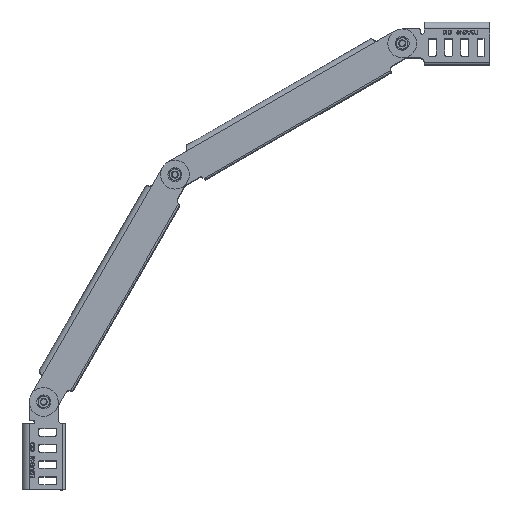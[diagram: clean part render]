
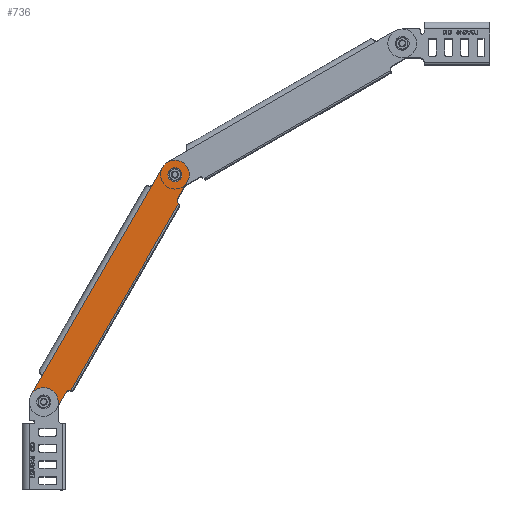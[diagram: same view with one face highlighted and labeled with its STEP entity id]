
A CAD part, top view. The second image highlights one B-rep face of the part: STEP entity #736.
In plain terms, the highlighted face is planar.
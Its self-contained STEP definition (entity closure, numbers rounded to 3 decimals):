
#57=DIRECTION('',(-1.,0.,0.));
#58=VECTOR('',#57,255.097);
#59=CARTESIAN_POINT('',(127.548,16.5,0.));
#60=LINE('',#59,#58);
#69=DIRECTION('',(-0.423,-0.906,0.));
#70=VECTOR('',#69,1.645);
#71=CARTESIAN_POINT('',(123.923,-18.81,0.));
#72=LINE('',#71,#70);
#73=CARTESIAN_POINT('',(127.548,-20.5,0.));
#74=DIRECTION('',(0.,0.,1.));
#75=DIRECTION('',(0.,1.,0.));
#76=AXIS2_PLACEMENT_3D('',#73,#74,#75);
#78=DIRECTION('',(-1.,0.,0.));
#79=VECTOR('',#78,22.452);
#80=CARTESIAN_POINT('',(150.,-16.5,0.));
#81=LINE('',#80,#79);
#82=CARTESIAN_POINT('',(150.,0.,0.));
#83=DIRECTION('',(0.,0.,-1.));
#84=DIRECTION('',(1.,0.,0.));
#85=AXIS2_PLACEMENT_3D('',#82,#83,#84);
#87=CARTESIAN_POINT('',(150.,0.,0.));
#88=DIRECTION('',(0.,0.,-1.));
#89=DIRECTION('',(0.,1.,0.));
#90=AXIS2_PLACEMENT_3D('',#87,#88,#89);
#92=DIRECTION('',(1.,0.,0.));
#93=VECTOR('',#92,22.452);
#94=CARTESIAN_POINT('',(127.548,16.5,0.));
#95=LINE('',#94,#93);
#96=DIRECTION('',(1.,0.,0.));
#97=VECTOR('',#96,22.452);
#98=CARTESIAN_POINT('',(-150.,16.5,0.));
#99=LINE('',#98,#97);
#100=CARTESIAN_POINT('',(-150.,0.,0.));
#101=DIRECTION('',(0.,0.,-1.));
#102=DIRECTION('',(-1.,0.,0.));
#103=AXIS2_PLACEMENT_3D('',#100,#101,#102);
#105=CARTESIAN_POINT('',(-150.,0.,0.));
#106=DIRECTION('',(0.,0.,-1.));
#107=DIRECTION('',(0.,-1.,0.));
#108=AXIS2_PLACEMENT_3D('',#105,#106,#107);
#110=DIRECTION('',(-1.,0.,0.));
#111=VECTOR('',#110,22.452);
#112=CARTESIAN_POINT('',(-127.548,-16.5,0.));
#113=LINE('',#112,#111);
#114=CARTESIAN_POINT('',(-127.548,-20.5,0.));
#115=DIRECTION('',(0.,0.,1.));
#116=DIRECTION('',(0.906,0.423,0.));
#117=AXIS2_PLACEMENT_3D('',#114,#115,#116);
#119=DIRECTION('',(-0.423,0.906,0.));
#120=VECTOR('',#119,1.645);
#121=CARTESIAN_POINT('',(-123.228,-20.3,0.));
#122=LINE('',#121,#120);
#123=CARTESIAN_POINT('',(150.,0.,0.));
#124=DIRECTION('',(0.,0.,1.));
#125=DIRECTION('',(-1.,0.,0.));
#126=AXIS2_PLACEMENT_3D('',#123,#124,#125);
#128=CARTESIAN_POINT('',(150.,0.,0.));
#129=DIRECTION('',(0.,0.,1.));
#130=DIRECTION('',(1.,0.,0.));
#131=AXIS2_PLACEMENT_3D('',#128,#129,#130);
#133=CARTESIAN_POINT('',(-150.,0.,0.));
#134=DIRECTION('',(0.,0.,1.));
#135=DIRECTION('',(-1.,0.,0.));
#136=AXIS2_PLACEMENT_3D('',#133,#134,#135);
#138=CARTESIAN_POINT('',(-150.,0.,0.));
#139=DIRECTION('',(0.,0.,1.));
#140=DIRECTION('',(1.,0.,0.));
#141=AXIS2_PLACEMENT_3D('',#138,#139,#140);
#151=DIRECTION('',(1.,0.,0.));
#152=VECTOR('',#151,246.456);
#153=CARTESIAN_POINT('',(-123.228,-20.3,0.));
#154=LINE('',#153,#152);
#476=CARTESIAN_POINT('',(-166.5,0.,0.));
#477=VERTEX_POINT('',#476);
#478=CARTESIAN_POINT('',(-150.,-16.5,0.));
#479=VERTEX_POINT('',#478);
#484=CARTESIAN_POINT('',(-145.5,0.,0.));
#485=VERTEX_POINT('',#484);
#486=CARTESIAN_POINT('',(-154.5,0.,0.));
#487=VERTEX_POINT('',#486);
#492=CARTESIAN_POINT('',(154.5,0.,0.));
#493=VERTEX_POINT('',#492);
#494=CARTESIAN_POINT('',(145.5,0.,0.));
#495=VERTEX_POINT('',#494);
#520=CARTESIAN_POINT('',(-123.228,-20.3,0.));
#521=CARTESIAN_POINT('',(-123.923,-18.81,0.));
#522=VERTEX_POINT('',#520);
#523=VERTEX_POINT('',#521);
#524=CARTESIAN_POINT('',(123.228,-20.3,0.));
#525=VERTEX_POINT('',#524);
#526=CARTESIAN_POINT('',(123.923,-18.81,0.));
#527=VERTEX_POINT('',#526);
#544=CARTESIAN_POINT('',(166.5,0.,0.));
#545=CARTESIAN_POINT('',(150.,-16.5,0.));
#546=VERTEX_POINT('',#544);
#547=VERTEX_POINT('',#545);
#548=CARTESIAN_POINT('',(150.,16.5,0.));
#549=VERTEX_POINT('',#548);
#550=CARTESIAN_POINT('',(127.548,-16.5,0.));
#551=VERTEX_POINT('',#550);
#552=CARTESIAN_POINT('',(-127.548,-16.5,0.));
#553=VERTEX_POINT('',#552);
#554=CARTESIAN_POINT('',(-150.,16.5,0.));
#555=VERTEX_POINT('',#554);
#556=CARTESIAN_POINT('',(-127.548,16.5,0.));
#557=VERTEX_POINT('',#556);
#558=CARTESIAN_POINT('',(127.548,16.5,0.));
#559=VERTEX_POINT('',#558);
#691=CARTESIAN_POINT('',(-127.548,20.5,0.));
#692=DIRECTION('',(0.,0.,-1.));
#693=DIRECTION('',(-1.,0.,0.));
#694=AXIS2_PLACEMENT_3D('',#691,#692,#693);
#695=PLANE('',#694);
#697=ORIENTED_EDGE('',*,*,#696,.T.);
#699=ORIENTED_EDGE('',*,*,#698,.F.);
#701=ORIENTED_EDGE('',*,*,#700,.F.);
#703=ORIENTED_EDGE('',*,*,#702,.F.);
#705=ORIENTED_EDGE('',*,*,#704,.F.);
#707=ORIENTED_EDGE('',*,*,#706,.F.);
#708=ORIENTED_EDGE('',*,*,#681,.F.);
#709=ORIENTED_EDGE('',*,*,#596,.T.);
#711=ORIENTED_EDGE('',*,*,#710,.F.);
#713=ORIENTED_EDGE('',*,*,#712,.F.);
#715=ORIENTED_EDGE('',*,*,#714,.F.);
#717=ORIENTED_EDGE('',*,*,#716,.F.);
#719=ORIENTED_EDGE('',*,*,#718,.F.);
#721=ORIENTED_EDGE('',*,*,#720,.F.);
#722=EDGE_LOOP('',(#697,#699,#701,#703,#705,#707,#708,#709,#711,#713,#715,#717,
#719,#721));
#723=FACE_OUTER_BOUND('',#722,.F.);
#725=ORIENTED_EDGE('',*,*,#724,.F.);
#727=ORIENTED_EDGE('',*,*,#726,.F.);
#728=EDGE_LOOP('',(#725,#727));
#729=FACE_BOUND('',#728,.F.);
#731=ORIENTED_EDGE('',*,*,#730,.F.);
#733=ORIENTED_EDGE('',*,*,#732,.F.);
#734=EDGE_LOOP('',(#731,#733));
#735=FACE_BOUND('',#734,.F.);
#736=ADVANCED_FACE('',(#723,#729,#735),#695,.T.);
#77=CIRCLE('',#76,4.);
#86=CIRCLE('',#85,16.5);
#91=CIRCLE('',#90,16.5);
#104=CIRCLE('',#103,16.5);
#109=CIRCLE('',#108,16.5);
#118=CIRCLE('',#117,4.);
#127=CIRCLE('',#126,4.5);
#132=CIRCLE('',#131,4.5);
#137=CIRCLE('',#136,4.5);
#142=CIRCLE('',#141,4.5);
#596=EDGE_CURVE('',#559,#557,#60,.T.);
#681=EDGE_CURVE('',#559,#549,#95,.T.);
#696=EDGE_CURVE('',#522,#525,#154,.T.);
#698=EDGE_CURVE('',#527,#525,#72,.T.);
#700=EDGE_CURVE('',#551,#527,#77,.T.);
#702=EDGE_CURVE('',#547,#551,#81,.T.);
#704=EDGE_CURVE('',#546,#547,#86,.T.);
#706=EDGE_CURVE('',#549,#546,#91,.T.);
#710=EDGE_CURVE('',#555,#557,#99,.T.);
#712=EDGE_CURVE('',#477,#555,#104,.T.);
#714=EDGE_CURVE('',#479,#477,#109,.T.);
#716=EDGE_CURVE('',#553,#479,#113,.T.);
#718=EDGE_CURVE('',#523,#553,#118,.T.);
#720=EDGE_CURVE('',#522,#523,#122,.T.);
#724=EDGE_CURVE('',#495,#493,#127,.T.);
#726=EDGE_CURVE('',#493,#495,#132,.T.);
#730=EDGE_CURVE('',#487,#485,#137,.T.);
#732=EDGE_CURVE('',#485,#487,#142,.T.);
